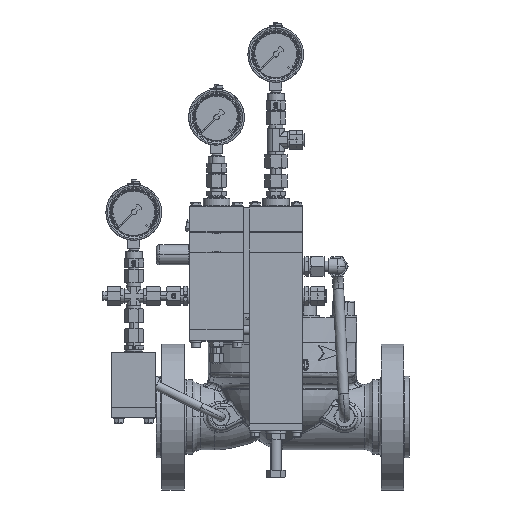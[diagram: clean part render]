
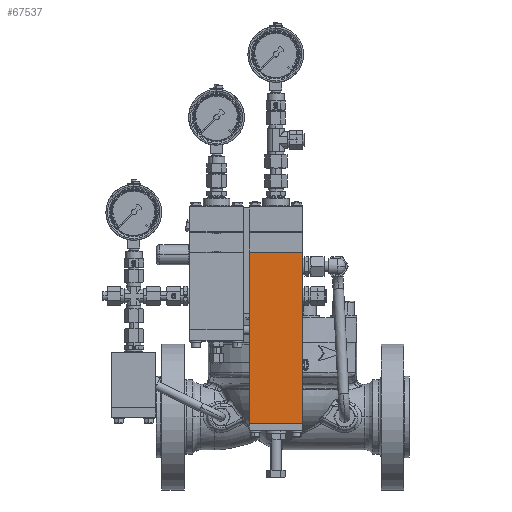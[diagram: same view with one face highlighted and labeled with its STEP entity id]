
A CAD part, top view. The second image highlights one B-rep face of the part: STEP entity #67537.
In plain terms, the highlighted planar face has unit normal (0, 0, 1).
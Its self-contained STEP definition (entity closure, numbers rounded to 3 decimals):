
#1988 = DIRECTION ( 'NONE',  ( 0., -1., 0. ) ) ;
#2307 = VERTEX_POINT ( 'NONE', #123006 ) ;
#2585 = DIRECTION ( 'NONE',  ( -1., 0., 0. ) ) ;
#3030 = CARTESIAN_POINT ( 'NONE',  ( 22.234, 185.6, 263.44 ) ) ;
#14790 = LINE ( 'NONE', #15026, #64586 ) ;
#15026 = CARTESIAN_POINT ( 'NONE',  ( -37.766, 187., 263.44 ) ) ;
#24251 = LINE ( 'NONE', #3030, #131982 ) ;
#26654 = AXIS2_PLACEMENT_3D ( 'NONE', #128576, #65050, #53912 ) ;
#28442 = CARTESIAN_POINT ( 'NONE',  ( -37.766, 185.6, 263.44 ) ) ;
#30540 = EDGE_CURVE ( 'Defeature ausgef�hrt2_1+Defeature ausgef�hrt2_0+Defeature ausgef�hrt2_5+Defeature ausgef�hrt2_4', #42788, #2307, #14790, .T. ) ;
#32860 = FACE_OUTER_BOUND ( 'NONE', #81660, .T. ) ;
#36505 = LINE ( 'NONE', #130429, #112659 ) ;
#38573 = ORIENTED_EDGE ( 'NONE', *, *, #77971, .T. ) ;
#42788 = VERTEX_POINT ( 'NONE', #28442 ) ;
#53101 = VERTEX_POINT ( 'NONE', #90204 ) ;
#53912 = DIRECTION ( 'NONE',  ( -1., 0., 0. ) ) ;
#54252 = VECTOR ( 'NONE', #2585, 1000. ) ;
#64586 = VECTOR ( 'NONE', #99884, 1000. ) ;
#65050 = DIRECTION ( 'NONE',  ( 0., 0., 1. ) ) ;
#67537 = ADVANCED_FACE ( 'Defeature ausgef�hrt2_1', ( #32860 ), #97477, .T. ) ;
#77686 = VERTEX_POINT ( 'NONE', #114342 ) ;
#77971 = EDGE_CURVE ( 'Defeature ausgef�hrt2_1+Defeature ausgef�hrt2_5+Defeature ausgef�hrt2_2+Defeature ausgef�hrt2_0', #77686, #42788, #24251, .T. ) ;
#81660 = EDGE_LOOP ( 'NONE', ( #122575, #38573, #131828, #110105 ) ) ;
#86920 = EDGE_CURVE ( 'Defeature ausgef�hrt2_2+Defeature ausgef�hrt2_1+Defeature ausgef�hrt2_5+Defeature ausgef�hrt2_4', #77686, #53101, #36505, .T. ) ;
#90204 = CARTESIAN_POINT ( 'NONE',  ( 22.234, -8., 263.44 ) ) ;
#94161 = LINE ( 'NONE', #106971, #54252 ) ;
#97477 = PLANE ( 'NONE',  #26654 ) ;
#99884 = DIRECTION ( 'NONE',  ( 0., -1., 0. ) ) ;
#106971 = CARTESIAN_POINT ( 'NONE',  ( 22.234, -8., 263.44 ) ) ;
#108878 = EDGE_CURVE ( 'Defeature ausgef�hrt2_4+Defeature ausgef�hrt2_1+Defeature ausgef�hrt2_2+Defeature ausgef�hrt2_0', #53101, #2307, #94161, .T. ) ;
#110105 = ORIENTED_EDGE ( 'NONE', *, *, #108878, .F. ) ;
#112659 = VECTOR ( 'NONE', #1988, 1000. ) ;
#114342 = CARTESIAN_POINT ( 'NONE',  ( 22.234, 185.6, 263.44 ) ) ;
#120767 = DIRECTION ( 'NONE',  ( -1., 0., 0. ) ) ;
#122575 = ORIENTED_EDGE ( 'NONE', *, *, #86920, .F. ) ;
#123006 = CARTESIAN_POINT ( 'NONE',  ( -37.766, -8., 263.44 ) ) ;
#128576 = CARTESIAN_POINT ( 'NONE',  ( 22.234, 187., 263.44 ) ) ;
#130429 = CARTESIAN_POINT ( 'NONE',  ( 22.234, 187., 263.44 ) ) ;
#131828 = ORIENTED_EDGE ( 'NONE', *, *, #30540, .T. ) ;
#131982 = VECTOR ( 'NONE', #120767, 1000. ) ;
